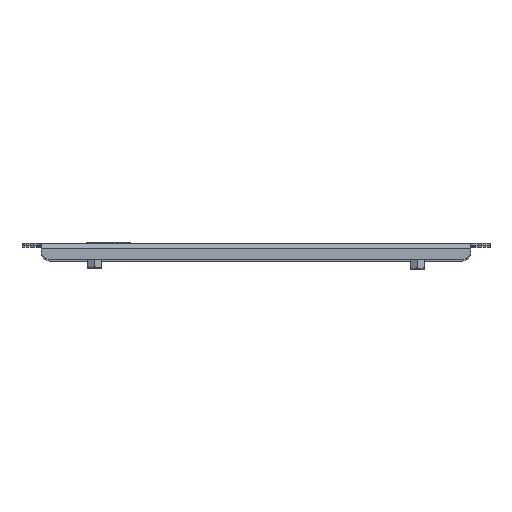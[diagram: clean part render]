
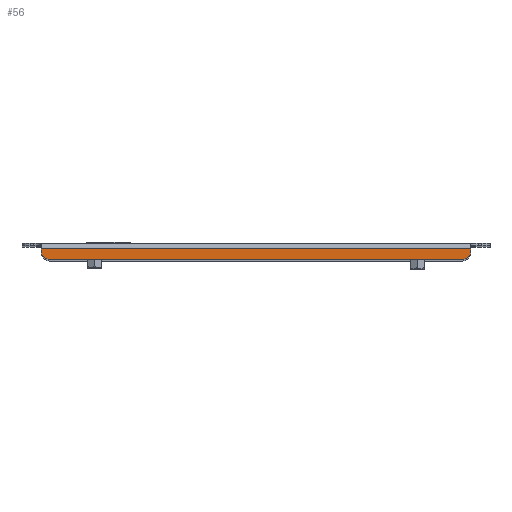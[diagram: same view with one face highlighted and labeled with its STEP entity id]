
A CAD part, top view. The second image highlights one B-rep face of the part: STEP entity #56.
In plain terms, the highlighted planar face has unit normal (0, 0, 1).
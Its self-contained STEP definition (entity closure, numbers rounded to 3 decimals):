
#55 = DIRECTION ( 'NONE',  ( 0., -1., 0. ) ) ;
#56 = ADVANCED_FACE ( 'NONE', ( #2430 ), #6506, .T. ) ;
#286 = CARTESIAN_POINT ( 'NONE',  ( 0., 291.978, 295. ) ) ;
#303 = ORIENTED_EDGE ( 'NONE', *, *, #5870, .T. ) ;
#425 = CARTESIAN_POINT ( 'NONE',  ( 133., -5., 295. ) ) ;
#498 = ORIENTED_EDGE ( 'NONE', *, *, #6333, .T. ) ;
#690 = CARTESIAN_POINT ( 'NONE',  ( -133., -5., 295. ) ) ;
#692 = AXIS2_PLACEMENT_3D ( 'NONE', #286, #4849, #1290 ) ;
#761 = CARTESIAN_POINT ( 'NONE',  ( -128., -5., 295. ) ) ;
#1022 = VECTOR ( 'NONE', #5787, 1000. ) ;
#1097 = ORIENTED_EDGE ( 'NONE', *, *, #5802, .F. ) ;
#1142 = AXIS2_PLACEMENT_3D ( 'NONE', #761, #3604, #4185 ) ;
#1290 = DIRECTION ( 'NONE',  ( 0., -1., 0. ) ) ;
#1357 = VERTEX_POINT ( 'NONE', #4664 ) ;
#1545 = DIRECTION ( 'NONE',  ( 0., -1., 0. ) ) ;
#2021 = EDGE_LOOP ( 'NONE', ( #5999, #2967, #303, #498, #1097, #4684 ) ) ;
#2306 = LINE ( 'NONE', #3460, #1022 ) ;
#2345 = LINE ( 'NONE', #4073, #5715 ) ;
#2408 = VECTOR ( 'NONE', #2578, 1000. ) ;
#2430 = FACE_OUTER_BOUND ( 'NONE', #2021, .T. ) ;
#2473 = CIRCLE ( 'NONE', #3955, 5. ) ;
#2578 = DIRECTION ( 'NONE',  ( 0., 1., 0. ) ) ;
#2698 = CARTESIAN_POINT ( 'NONE',  ( 133., 23.978, 295. ) ) ;
#2967 = ORIENTED_EDGE ( 'NONE', *, *, #6367, .T. ) ;
#3460 = CARTESIAN_POINT ( 'NONE',  ( 0., -3.5, 295. ) ) ;
#3550 = VERTEX_POINT ( 'NONE', #7180 ) ;
#3604 = DIRECTION ( 'NONE',  ( 0., 0., 1. ) ) ;
#3845 = LINE ( 'NONE', #4881, #2408 ) ;
#3955 = AXIS2_PLACEMENT_3D ( 'NONE', #4650, #6958, #55 ) ;
#4073 = CARTESIAN_POINT ( 'NONE',  ( 145., -10., 295. ) ) ;
#4107 = CARTESIAN_POINT ( 'NONE',  ( 133., -3.5, 295. ) ) ;
#4143 = EDGE_CURVE ( 'NONE', #6634, #1357, #3845, .T. ) ;
#4185 = DIRECTION ( 'NONE',  ( 0., -1., 0. ) ) ;
#4383 = VECTOR ( 'NONE', #1545, 1000. ) ;
#4451 = CIRCLE ( 'NONE', #1142, 5. ) ;
#4613 = VERTEX_POINT ( 'NONE', #4107 ) ;
#4650 = CARTESIAN_POINT ( 'NONE',  ( 128., -5., 295. ) ) ;
#4664 = CARTESIAN_POINT ( 'NONE',  ( -133., -3.5, 295. ) ) ;
#4684 = ORIENTED_EDGE ( 'NONE', *, *, #6314, .T. ) ;
#4688 = DIRECTION ( 'NONE',  ( 1., 0., 0. ) ) ;
#4849 = DIRECTION ( 'NONE',  ( 0., 0., 1. ) ) ;
#4881 = CARTESIAN_POINT ( 'NONE',  ( -133., 23.978, 295. ) ) ;
#5067 = VERTEX_POINT ( 'NONE', #6941 ) ;
#5715 = VECTOR ( 'NONE', #4688, 1000. ) ;
#5787 = DIRECTION ( 'NONE',  ( -1., 0., 0. ) ) ;
#5802 = EDGE_CURVE ( 'NONE', #4613, #7165, #6845, .T. ) ;
#5870 = EDGE_CURVE ( 'NONE', #5067, #3550, #2345, .T. ) ;
#5999 = ORIENTED_EDGE ( 'NONE', *, *, #4143, .F. ) ;
#6314 = EDGE_CURVE ( 'NONE', #4613, #1357, #2306, .T. ) ;
#6333 = EDGE_CURVE ( 'NONE', #3550, #7165, #2473, .T. ) ;
#6367 = EDGE_CURVE ( 'NONE', #6634, #5067, #4451, .T. ) ;
#6506 = PLANE ( 'NONE',  #692 ) ;
#6634 = VERTEX_POINT ( 'NONE', #690 ) ;
#6845 = LINE ( 'NONE', #2698, #4383 ) ;
#6941 = CARTESIAN_POINT ( 'NONE',  ( -128., -10., 295. ) ) ;
#6958 = DIRECTION ( 'NONE',  ( 0., 0., 1. ) ) ;
#7165 = VERTEX_POINT ( 'NONE', #425 ) ;
#7180 = CARTESIAN_POINT ( 'NONE',  ( 128., -10., 295. ) ) ;
